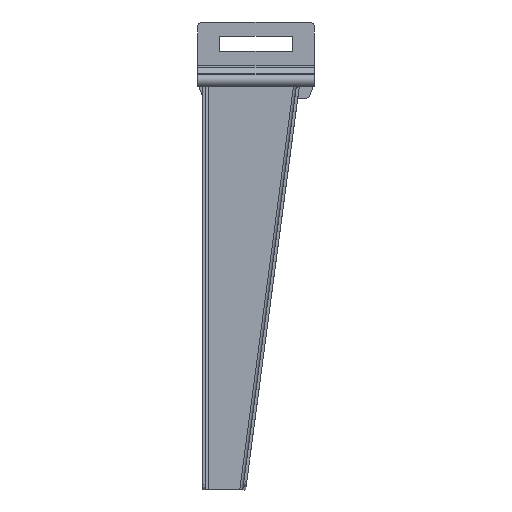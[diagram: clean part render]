
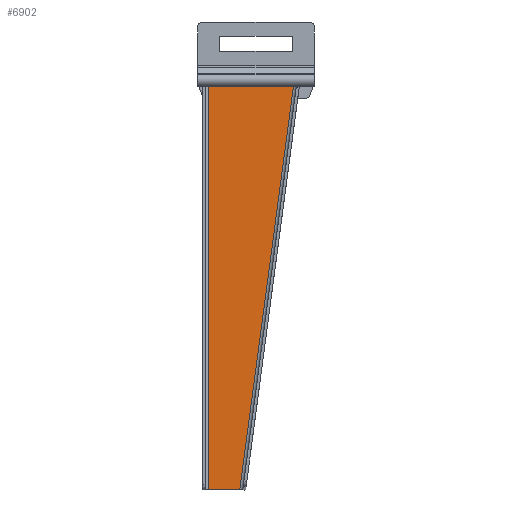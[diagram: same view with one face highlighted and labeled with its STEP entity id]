
A CAD part, left-side view. The second image highlights one B-rep face of the part: STEP entity #6902.
In plain terms, the highlighted face is planar.
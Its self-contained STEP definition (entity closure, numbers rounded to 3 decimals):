
#5661=DIRECTION('',(0.991,0.132,0.));
#5662=VECTOR('',#5661,418.65);
#5663=CARTESIAN_POINT('',(0.,34.82,0.));
#5664=LINE('',#5663,#5662);
#5665=DIRECTION('',(0.,1.,0.));
#5666=VECTOR('',#5665,32.335);
#5667=CARTESIAN_POINT('',(415.,89.984,0.));
#5668=LINE('',#5667,#5666);
#5669=DIRECTION('',(1.,0.,0.));
#5670=VECTOR('',#5669,415.);
#5671=CARTESIAN_POINT('',(0.,122.32,0.));
#5672=LINE('',#5671,#5670);
#5673=DIRECTION('',(0.,-1.,0.));
#5674=VECTOR('',#5673,87.5);
#5675=CARTESIAN_POINT('',(0.,122.32,0.));
#5676=LINE('',#5675,#5674);
#6279=CARTESIAN_POINT('',(0.,122.32,0.));
#6281=VERTEX_POINT('',#6279);
#6282=CARTESIAN_POINT('',(415.,122.32,0.));
#6283=VERTEX_POINT('',#6282);
#6296=CARTESIAN_POINT('',(415.,89.984,0.));
#6297=VERTEX_POINT('',#6296);
#6308=CARTESIAN_POINT('',(0.,34.82,0.));
#6309=VERTEX_POINT('',#6308);
#6890=CARTESIAN_POINT('',(0.,0.,0.));
#6891=DIRECTION('',(0.,0.,1.));
#6892=DIRECTION('',(1.,0.,0.));
#6893=AXIS2_PLACEMENT_3D('',#6890,#6891,#6892);
#6894=PLANE('',#6893);
#6895=ORIENTED_EDGE('',*,*,#6884,.T.);
#6896=ORIENTED_EDGE('',*,*,#6761,.T.);
#6897=ORIENTED_EDGE('',*,*,#6503,.F.);
#6899=ORIENTED_EDGE('',*,*,#6898,.T.);
#6900=EDGE_LOOP('',(#6895,#6896,#6897,#6899));
#6901=FACE_OUTER_BOUND('',#6900,.F.);
#6902=ADVANCED_FACE('',(#6901),#6894,.F.);
#6503=EDGE_CURVE('',#6281,#6283,#5672,.T.);
#6761=EDGE_CURVE('',#6297,#6283,#5668,.T.);
#6884=EDGE_CURVE('',#6309,#6297,#5664,.T.);
#6898=EDGE_CURVE('',#6281,#6309,#5676,.T.);
